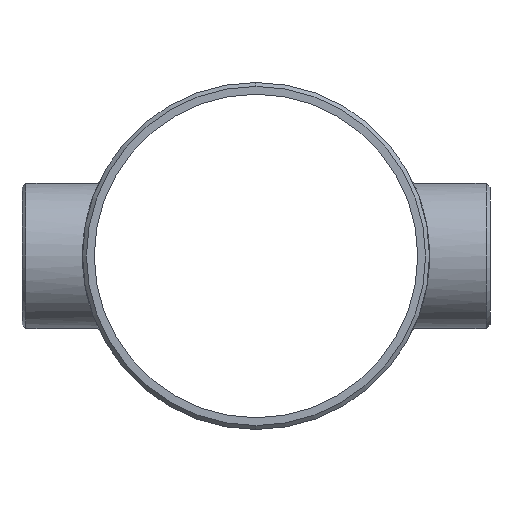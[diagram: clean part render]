
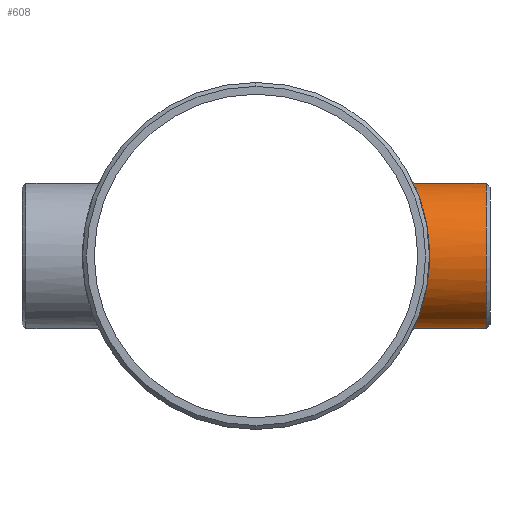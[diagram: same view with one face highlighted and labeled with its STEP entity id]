
A CAD part, left-side view. The second image highlights one B-rep face of the part: STEP entity #608.
In plain terms, the highlighted cylindrical face has radius 57.15 mm (diameter 114.3 mm), a partial arc.
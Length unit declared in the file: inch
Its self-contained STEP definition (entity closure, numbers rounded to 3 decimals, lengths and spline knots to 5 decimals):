
#13 = CARTESIAN_POINT ( 'NONE',  ( -0.37242, -4.89506, -2.22019 ) ) ;
#24 = DIRECTION ( 'NONE',  ( 0., 1., 0. ) ) ;
#32 = FACE_OUTER_BOUND ( 'NONE', #708, .T. ) ;
#83 = CARTESIAN_POINT ( 'NONE',  ( -0.29684, -4.89028, 2.23065 ) ) ;
#88 = CARTESIAN_POINT ( 'NONE',  ( -1.964, -5.26167, -1.09845 ) ) ;
#93 = CARTESIAN_POINT ( 'NONE',  ( -0.29919, -4.89, -2.23127 ) ) ;
#98 = CARTESIAN_POINT ( 'NONE',  ( -1.31338, -5.05467, -1.82833 ) ) ;
#108 = CARTESIAN_POINT ( 'NONE',  ( -2.0473, -5.29333, 0.93403 ) ) ;
#114 = CARTESIAN_POINT ( 'NONE',  ( -2.21291, -5.35957, 0.40856 ) ) ;
#134 = CYLINDRICAL_SURFACE ( 'NONE', #370, 2.25 ) ;
#166 = CARTESIAN_POINT ( 'NONE',  ( 0., -7.12833, 2.25 ) ) ;
#188 = CARTESIAN_POINT ( 'NONE',  ( -1.56551, -5.12624, 1.61649 ) ) ;
#194 = CARTESIAN_POINT ( 'NONE',  ( -1.78684, -5.19761, 1.3751 ) ) ;
#200 = CARTESIAN_POINT ( 'NONE',  ( -1.6939, -5.16602, -1.48812 ) ) ;
#206 = ORIENTED_EDGE ( 'NONE', *, *, #971, .T. ) ;
#213 = ORIENTED_EDGE ( 'NONE', *, *, #924, .F. ) ;
#217 = CARTESIAN_POINT ( 'NONE',  ( -2.01554, -5.28113, 1.00072 ) ) ;
#232 = VECTOR ( 'NONE', #1196, 39.37008 ) ;
#259 = CARTESIAN_POINT ( 'NONE',  ( -1.19359, -5.02487, 1.9087 ) ) ;
#265 = CARTESIAN_POINT ( 'NONE',  ( -1.45707, -5.09416, 1.71487 ) ) ;
#286 = EDGE_CURVE ( 'NONE', #1079, #533, #430, .T. ) ;
#296 = CARTESIAN_POINT ( 'NONE',  ( -0.72995, -4.93384, -2.13347 ) ) ;
#301 = CARTESIAN_POINT ( 'NONE',  ( -1.48388, -5.1019, -1.69173 ) ) ;
#307 = CARTESIAN_POINT ( 'NONE',  ( -2.24999, -5.375, 0.07452 ) ) ;
#317 = VERTEX_POINT ( 'NONE', #166 ) ;
#353 = CARTESIAN_POINT ( 'NONE',  ( -0.93472, -4.96964, 2.04798 ) ) ;
#359 = CARTESIAN_POINT ( 'NONE',  ( -1.13112, -5.01035, 1.9464 ) ) ;
#370 = AXIS2_PLACEMENT_3D ( 'NONE', #520, #24, #901 ) ;
#379 = CARTESIAN_POINT ( 'NONE',  ( -0.90113, -4.96377, -2.062 ) ) ;
#381 = DIRECTION ( 'NONE',  ( 0., 0., -1. ) ) ;
#383 = CARTESIAN_POINT ( 'NONE',  ( -0.93492, -4.97002, -2.0469 ) ) ;
#388 = CARTESIAN_POINT ( 'NONE',  ( -1.94566, -5.25484, -1.13061 ) ) ;
#394 = CARTESIAN_POINT ( 'NONE',  ( -1.69476, -5.1663, 1.48717 ) ) ;
#430 = B_SPLINE_CURVE_WITH_KNOTS ( 'NONE', 3,
 ( #1168, #670, #658, #964, #83, #739, #1140, #445, #1245, #353, #746, #359, #259, #652, #854, #265, #1078, #882, #188, #394, #194, #999, #1172, #877, #217, #108, #789, #1192, #982, #114, #676, #478, #782, #602, #307, #584, #490, #895, #578, #685, #699, #1072, #970, #88, #388, #1277, #1282, #595, #200, #680, #501, #301, #889, #902, #98, #976, #692, #992, #1187, #383, #379, #296, #770, #13, #93, #1097, #775, #1083 ),
 .UNSPECIFIED., .F., .F.,
 ( 4, 2, 2, 2, 2, 2, 2, 2, 2, 2, 2, 2, 2, 2, 2, 2, 2, 2, 2, 2, 2, 2, 2, 2, 2, 2, 2, 2, 2, 2, 2, 2, 2, 4 ),
 ( 0.18077, 0.18642, 0.18924, 0.19206, 0.20335, 0.209, 0.21464, 0.22029, 0.22311, 0.22593, 0.23722, 0.24286, 0.24569, 0.24851, 0.2598, 0.26262, 0.26544, 0.27109, 0.28238, 0.28802, 0.29366, 0.29931, 0.30213, 0.30495, 0.31624, 0.31906, 0.32189, 0.32753, 0.33318, 0.336, 0.33882, 0.35011, 0.35575, 0.3614 ),
 .UNSPECIFIED. ) ;
#445 = CARTESIAN_POINT ( 'NONE',  ( -0.58987, -4.91478, 2.17638 ) ) ;
#450 = VECTOR ( 'NONE', #1124, 39.37008 ) ;
#478 = CARTESIAN_POINT ( 'NONE',  ( -2.23049, -5.36686, 0.29799 ) ) ;
#490 = CARTESIAN_POINT ( 'NONE',  ( -2.23552, -5.36889, -0.29568 ) ) ;
#501 = CARTESIAN_POINT ( 'NONE',  ( -1.53824, -5.11797, -1.64246 ) ) ;
#510 = CARTESIAN_POINT ( 'NONE',  ( 0., -7.12833, -2.25 ) ) ;
#520 = CARTESIAN_POINT ( 'NONE',  ( 0., -7.25, 0. ) ) ;
#533 = VERTEX_POINT ( 'NONE', #1197 ) ;
#553 = ORIENTED_EDGE ( 'NONE', *, *, #773, .T. ) ;
#578 = CARTESIAN_POINT ( 'NONE',  ( -2.17298, -5.34318, -0.58832 ) ) ;
#584 = CARTESIAN_POINT ( 'NONE',  ( -2.25002, -5.37501, -0.14799 ) ) ;
#595 = CARTESIAN_POINT ( 'NONE',  ( -1.78617, -5.19738, -1.37601 ) ) ;
#598 = CARTESIAN_POINT ( 'NONE',  ( 0., -7.25, 2.25 ) ) ;
#602 = CARTESIAN_POINT ( 'NONE',  ( -2.24632, -5.37346, 0.14886 ) ) ;
#608 = ADVANCED_FACE ( 'NONE', ( #32 ), #134, .T. ) ;
#612 = LINE ( 'NONE', #598, #450 ) ;
#652 = CARTESIAN_POINT ( 'NONE',  ( -1.31437, -5.05493, 1.82763 ) ) ;
#658 = CARTESIAN_POINT ( 'NONE',  ( -0.1482, -4.88309, 2.24635 ) ) ;
#670 = CARTESIAN_POINT ( 'NONE',  ( -0.07405, -4.88141, 2.25 ) ) ;
#673 = CARTESIAN_POINT ( 'NONE',  ( 0., -7.12833, 0. ) ) ;
#676 = CARTESIAN_POINT ( 'NONE',  ( -2.21936, -5.36225, 0.37191 ) ) ;
#680 = CARTESIAN_POINT ( 'NONE',  ( -1.5648, -5.12602, -1.61717 ) ) ;
#685 = CARTESIAN_POINT ( 'NONE',  ( -2.12971, -5.32573, -0.72959 ) ) ;
#692 = CARTESIAN_POINT ( 'NONE',  ( -1.13052, -5.01021, -1.94673 ) ) ;
#699 = CARTESIAN_POINT ( 'NONE',  ( -2.10472, -5.31576, -0.79879 ) ) ;
#708 = EDGE_LOOP ( 'NONE', ( #553, #206, #900, #213 ) ) ;
#717 = LINE ( 'NONE', #1115, #232 ) ;
#739 = CARTESIAN_POINT ( 'NONE',  ( -0.37098, -4.89534, 2.21952 ) ) ;
#746 = CARTESIAN_POINT ( 'NONE',  ( -1.00183, -4.98275, 2.01599 ) ) ;
#770 = CARTESIAN_POINT ( 'NONE',  ( -0.58923, -4.91473, -2.17648 ) ) ;
#773 = EDGE_CURVE ( 'NONE', #1207, #317, #1040, .T. ) ;
#775 = CARTESIAN_POINT ( 'NONE',  ( -0.07522, -4.88141, -2.25 ) ) ;
#782 = CARTESIAN_POINT ( 'NONE',  ( -2.23517, -5.36881, 0.26061 ) ) ;
#789 = CARTESIAN_POINT ( 'NONE',  ( -2.06232, -5.29916, 0.90039 ) ) ;
#854 = CARTESIAN_POINT ( 'NONE',  ( -1.37268, -5.07045, 1.78425 ) ) ;
#877 = CARTESIAN_POINT ( 'NONE',  ( -1.99876, -5.27474, 1.03384 ) ) ;
#882 = CARTESIAN_POINT ( 'NONE',  ( -1.53888, -5.11816, 1.64185 ) ) ;
#889 = CARTESIAN_POINT ( 'NONE',  ( -1.45621, -5.09391, -1.7156 ) ) ;
#895 = CARTESIAN_POINT ( 'NONE',  ( -2.19126, -5.35066, -0.51622 ) ) ;
#900 = ORIENTED_EDGE ( 'NONE', *, *, #286, .T. ) ;
#901 = DIRECTION ( 'NONE',  ( 0., 0., -1. ) ) ;
#902 = CARTESIAN_POINT ( 'NONE',  ( -1.3717, -5.07018, -1.78501 ) ) ;
#924 = EDGE_CURVE ( 'NONE', #1207, #533, #717, .T. ) ;
#936 = CARTESIAN_POINT ( 'NONE',  ( 0., -4.88141, 2.25 ) ) ;
#964 = CARTESIAN_POINT ( 'NONE',  ( -0.2596, -4.88816, 2.23529 ) ) ;
#968 = DIRECTION ( 'NONE',  ( 0., 1., 0. ) ) ;
#970 = CARTESIAN_POINT ( 'NONE',  ( -2.01648, -5.28141, -1.00087 ) ) ;
#971 = EDGE_CURVE ( 'NONE', #317, #1079, #612, .T. ) ;
#976 = CARTESIAN_POINT ( 'NONE',  ( -1.19279, -5.02469, -1.90919 ) ) ;
#982 = CARTESIAN_POINT ( 'NONE',  ( -2.17626, -5.34448, 0.59024 ) ) ;
#992 = CARTESIAN_POINT ( 'NONE',  ( -1.03402, -4.98962, -1.99866 ) ) ;
#999 = CARTESIAN_POINT ( 'NONE',  ( -1.90853, -5.2411, 1.19387 ) ) ;
#1040 = CIRCLE ( 'NONE', #1108, 2.25 ) ;
#1072 = CARTESIAN_POINT ( 'NONE',  ( -2.0481, -5.2936, -0.93444 ) ) ;
#1078 = CARTESIAN_POINT ( 'NONE',  ( -1.48469, -5.10213, 1.69102 ) ) ;
#1079 = VERTEX_POINT ( 'NONE', #936 ) ;
#1083 = CARTESIAN_POINT ( 'NONE',  ( 0., -4.88141, -2.25 ) ) ;
#1097 = CARTESIAN_POINT ( 'NONE',  ( -0.15072, -4.88317, -2.24619 ) ) ;
#1108 = AXIS2_PLACEMENT_3D ( 'NONE', #673, #968, #381 ) ;
#1115 = CARTESIAN_POINT ( 'NONE',  ( 0., -7.25, -2.25 ) ) ;
#1124 = DIRECTION ( 'NONE',  ( 0., 1., 0. ) ) ;
#1140 = CARTESIAN_POINT ( 'NONE',  ( -0.40772, -4.89827, 2.21306 ) ) ;
#1168 = CARTESIAN_POINT ( 'NONE',  ( 0., -4.88141, 2.25 ) ) ;
#1172 = CARTESIAN_POINT ( 'NONE',  ( -1.94633, -5.25502, 1.13125 ) ) ;
#1187 = CARTESIAN_POINT ( 'NONE',  ( -1.00134, -4.98295, -2.01523 ) ) ;
#1192 = CARTESIAN_POINT ( 'NONE',  ( -2.13313, -5.32688, 0.73069 ) ) ;
#1196 = DIRECTION ( 'NONE',  ( 0., 1., 0. ) ) ;
#1197 = CARTESIAN_POINT ( 'NONE',  ( 0., -4.88141, -2.25 ) ) ;
#1207 = VERTEX_POINT ( 'NONE', #510 ) ;
#1245 = CARTESIAN_POINT ( 'NONE',  ( -0.73063, -4.93396, 2.13317 ) ) ;
#1277 = CARTESIAN_POINT ( 'NONE',  ( -1.90768, -5.2409, -1.19357 ) ) ;
#1282 = CARTESIAN_POINT ( 'NONE',  ( -1.888, -5.23377, -1.22446 ) ) ;
